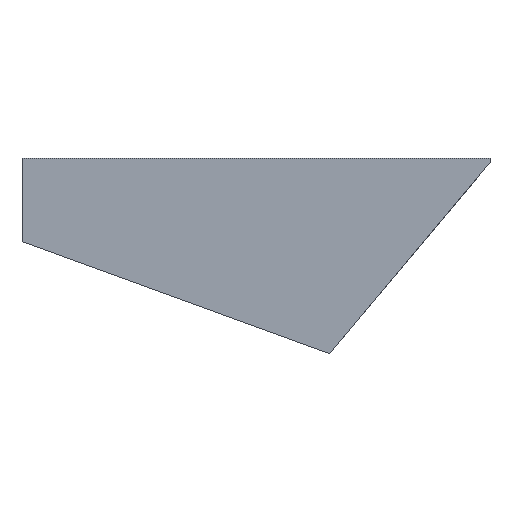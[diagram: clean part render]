
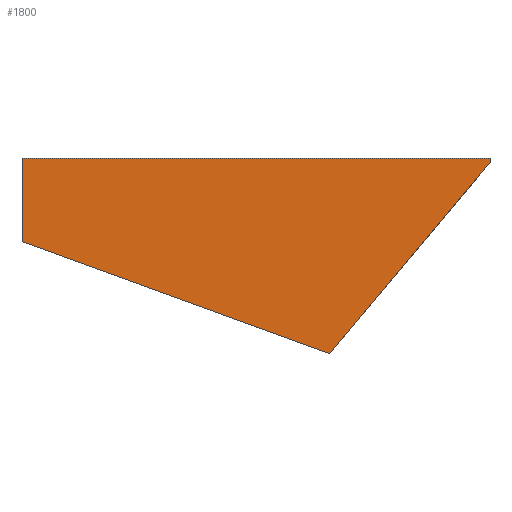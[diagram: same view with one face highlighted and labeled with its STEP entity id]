
A CAD part, left-side view. The second image highlights one B-rep face of the part: STEP entity #1800.
In plain terms, the highlighted planar face has unit normal (-1, 0, 0).
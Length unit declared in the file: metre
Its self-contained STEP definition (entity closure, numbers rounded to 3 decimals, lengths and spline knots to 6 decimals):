
#145=LINE('',#2918,#309);
#146=LINE('',#2921,#310);
#147=LINE('',#2923,#311);
#148=LINE('',#2925,#312);
#149=LINE('',#2927,#313);
#309=VECTOR('',#2270,1.);
#310=VECTOR('',#2271,1.);
#311=VECTOR('',#2272,1.);
#312=VECTOR('',#2273,1.);
#313=VECTOR('',#2274,1.);
#544=ORIENTED_EDGE('',*,*,#973,.F.);
#545=ORIENTED_EDGE('',*,*,#974,.T.);
#546=ORIENTED_EDGE('',*,*,#975,.F.);
#547=ORIENTED_EDGE('',*,*,#976,.T.);
#548=ORIENTED_EDGE('',*,*,#977,.T.);
#973=EDGE_CURVE('',#1180,#1181,#145,.T.);
#974=EDGE_CURVE('',#1180,#1182,#146,.T.);
#975=EDGE_CURVE('',#1183,#1182,#147,.T.);
#976=EDGE_CURVE('',#1183,#1184,#148,.T.);
#977=EDGE_CURVE('',#1184,#1181,#149,.T.);
#1180=VERTEX_POINT('',#2919);
#1181=VERTEX_POINT('',#2920);
#1182=VERTEX_POINT('',#2922);
#1183=VERTEX_POINT('',#2924);
#1184=VERTEX_POINT('',#2926);
#1368=EDGE_LOOP('',(#544,#545,#546,#547,#548));
#1556=FACE_BOUND('',#1368,.T.);
#1722=PLANE('',#1945);
#1800=ADVANCED_FACE('',(#1556),#1722,.F.);
#1945=AXIS2_PLACEMENT_3D('',#2917,#2268,#2269);
#2268=DIRECTION('',(1.,0.,0.));
#2269=DIRECTION('',(0.,0.,-1.));
#2270=DIRECTION('',(0.,0.,1.));
#2271=DIRECTION('',(0.,-0.94,-0.342));
#2272=DIRECTION('',(0.,0.643,-0.766));
#2273=DIRECTION('',(0.,0.,1.));
#2274=DIRECTION('',(0.,1.,0.));
#2917=CARTESIAN_POINT('',(0.,0.1085,-0.002));
#2918=CARTESIAN_POINT('',(0.,0.217,-0.002));
#2919=CARTESIAN_POINT('',(0.,0.217,-0.03865));
#2920=CARTESIAN_POINT('',(0.,0.217,0.));
#2921=CARTESIAN_POINT('',(0.,0.145663,-0.064614));
#2922=CARTESIAN_POINT('',(0.,0.074327,-0.090579));
#2923=CARTESIAN_POINT('',(0.,0.037163,-0.046289));
#2924=CARTESIAN_POINT('',(0.,0.,-0.002));
#2925=CARTESIAN_POINT('',(0.,0.,-0.002));
#2926=CARTESIAN_POINT('',(0.,0.,0.));
#2927=CARTESIAN_POINT('',(0.,0.1085,0.));
